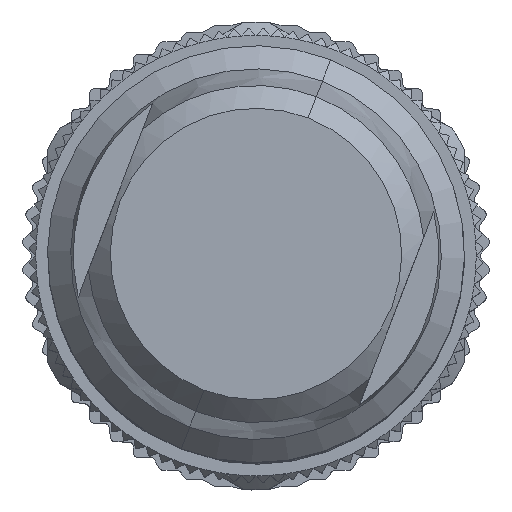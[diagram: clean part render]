
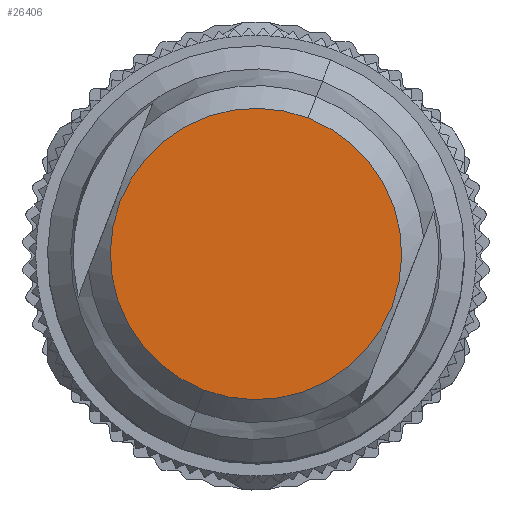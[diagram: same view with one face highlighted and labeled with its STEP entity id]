
A CAD part, top view. The second image highlights one B-rep face of the part: STEP entity #26406.
In plain terms, the highlighted planar face has unit normal (0, 0, 1).
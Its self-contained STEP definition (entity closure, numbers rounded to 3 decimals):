
#26292=AXIS2_PLACEMENT_3D('Circle Axis2P3D',#26290,#26291,$) ;
#26356=AXIS2_PLACEMENT_3D('Circle Axis2P3D',#26354,#26355,$) ;
#26400=AXIS2_PLACEMENT_3D('Plane Axis2P3D',#26397,#26398,#26399) ;
#26264=CARTESIAN_POINT('Vertex',(7.828,4.228,61.989)) ;
#26287=CARTESIAN_POINT('Vertex',(12.336,15.972,61.989)) ;
#26290=CARTESIAN_POINT('Axis2P3D Location',(10.082,10.1,61.989)) ;
#26354=CARTESIAN_POINT('Axis2P3D Location',(10.082,10.1,61.989)) ;
#26397=CARTESIAN_POINT('Axis2P3D Location',(10.082,10.1,61.989)) ;
#26291=DIRECTION('Axis2P3D Direction',(0.,0.,-1.)) ;
#26355=DIRECTION('Axis2P3D Direction',(0.,0.,-1.)) ;
#26398=DIRECTION('Axis2P3D Direction',(0.,-0.,1.)) ;
#26399=DIRECTION('Axis2P3D XDirection',(0.358,0.934,0.)) ;
#26403=ORIENTED_EDGE('',*,*,#26358,.F.) ;
#26404=ORIENTED_EDGE('',*,*,#26294,.F.) ;
#26406=ADVANCED_FACE('Hauptk\X2\00F6\X0\rper',(#26405),#26401,.T.) ;
#26293=CIRCLE('generated circle',#26292,6.29) ;
#26357=CIRCLE('generated circle',#26356,6.29) ;
#26294=EDGE_CURVE('',#26288,#26265,#26293,.T.) ;
#26358=EDGE_CURVE('',#26265,#26288,#26357,.T.) ;
#26402=EDGE_LOOP('',(#26403,#26404)) ;
#26405=FACE_OUTER_BOUND('',#26402,.T.) ;
#26401=PLANE('',#26400) ;
#26265=VERTEX_POINT('',#26264) ;
#26288=VERTEX_POINT('',#26287) ;
